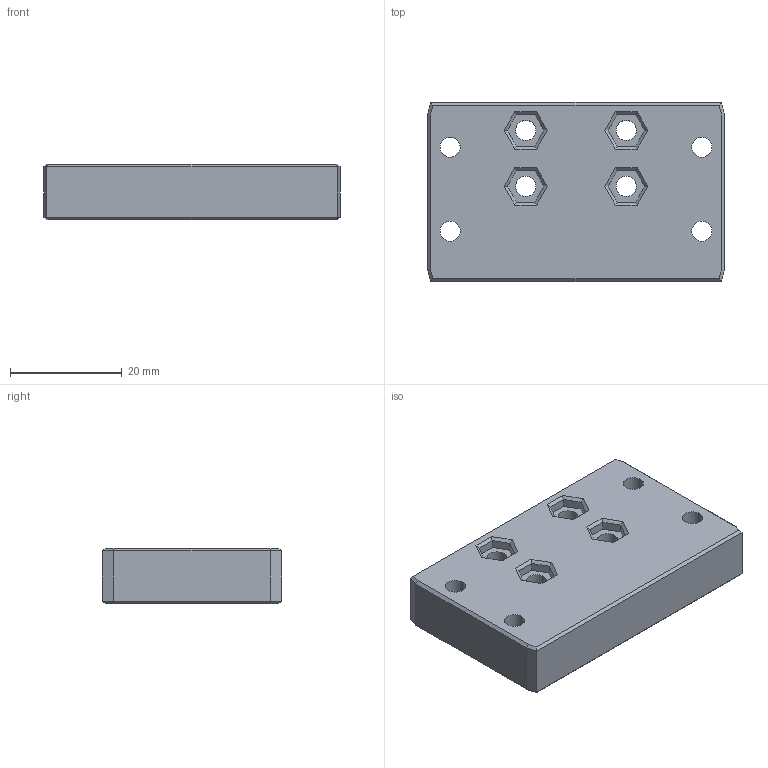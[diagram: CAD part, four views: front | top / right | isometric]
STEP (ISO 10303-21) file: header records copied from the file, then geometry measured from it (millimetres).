
FILE_DESCRIPTION(/* description */ ('','CAx-IF Rec.Pracs.---Representation and Presentation of Product Manufacturing Information (PMI)---4.0---2014-10-13'),/* implementation_level */ '2;1');
FILE_NAME(/* name */ 'Mini2AdapterPlate.stp',/* time_stamp */ '2020-10-11T18:22:48-04:00',/* author */ ('Josh'),/* organization */ (''),/* preprocessor_version */ 'ST-DEVELOPER v18',/* originating_system */ 'Autodesk Inventor 2020',/* authorisation */ '');
FILE_SCHEMA (('AP242_MANAGED_MODEL_BASED_3D_ENGINEERING_MIM_LF { 1 0 10303 442 1 1 4 }'));
Length unit declared in the file: millimetre
Products named in the file (1): Mini2AdapterPlate
Bounding box: 53 x 32 x 10 mm (x, y, z)
Volume: 15928.4 mm3; surface area: 5757.6 mm2
Topology: 1 solids, 1 shells, 86 faces, 530 edges, 724 vertices
Faces by surface type: plane 78, cylinder 8
Full cylindrical faces by diameter (mm): 3.6 x8
Entity records: 4210 total; most frequent: CARTESIAN_POINT 1134, DIRECTION 548, ORIENTED_EDGE 406, STYLED_ITEM 348, POLYLINE 254, EDGE_CURVE 203, LINE 184, VECTOR 184
